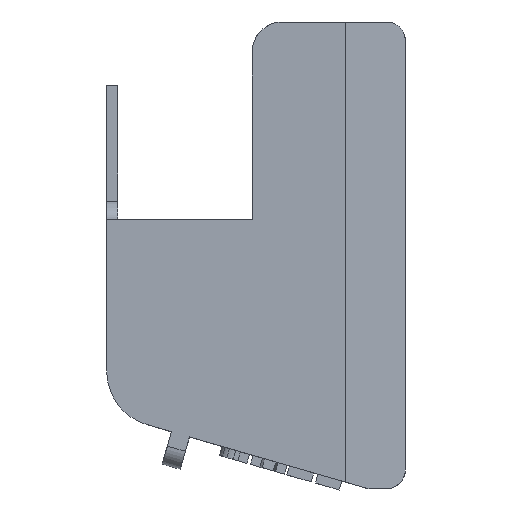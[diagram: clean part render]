
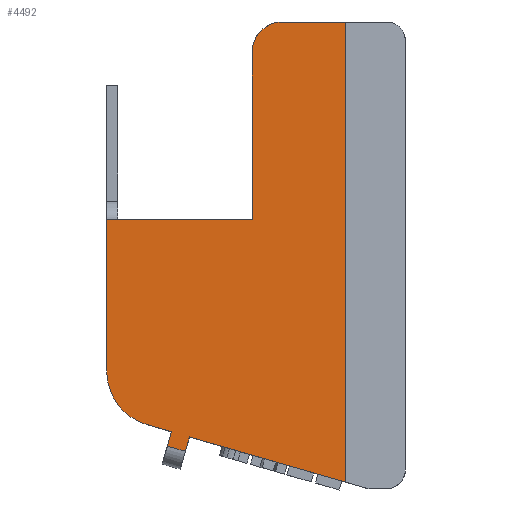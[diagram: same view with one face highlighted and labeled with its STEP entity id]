
A CAD part, front view. The second image highlights one B-rep face of the part: STEP entity #4492.
In plain terms, the highlighted planar face has unit normal (0, -1, 0).
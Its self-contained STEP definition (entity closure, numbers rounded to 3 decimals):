
#331=CIRCLE('',#4849,8.);
#332=CIRCLE('',#4850,15.);
#489=FACE_OUTER_BOUND('',#734,.T.);
#734=EDGE_LOOP('',(#3515,#3516,#3517,#3518,#3519,#3520,#3521,#3522,#3523,
#3524,#3525,#3526));
#986=LINE('',#6614,#1412);
#994=LINE('',#6638,#1420);
#1076=LINE('',#6945,#1502);
#1102=LINE('',#6999,#1528);
#1141=LINE('',#7177,#1567);
#1143=LINE('',#7187,#1569);
#1144=LINE('',#7188,#1570);
#1145=LINE('',#7191,#1571);
#1146=LINE('',#7193,#1572);
#1147=LINE('',#7194,#1573);
#1412=VECTOR('',#5216,10.);
#1420=VECTOR('',#5232,10.);
#1502=VECTOR('',#5530,10.);
#1528=VECTOR('',#5566,10.);
#1567=VECTOR('',#5761,10.);
#1569=VECTOR('',#5771,10.);
#1570=VECTOR('',#5772,10.);
#1571=VECTOR('',#5775,10.);
#1572=VECTOR('',#5776,10.);
#1573=VECTOR('',#5777,10.);
#1826=VERTEX_POINT('',#6610);
#1828=VERTEX_POINT('',#6613);
#1839=VERTEX_POINT('',#6635);
#1840=VERTEX_POINT('',#6637);
#1957=VERTEX_POINT('',#6943);
#1980=VERTEX_POINT('',#6997);
#2040=VERTEX_POINT('',#7174);
#2041=VERTEX_POINT('',#7176);
#2044=VERTEX_POINT('',#7184);
#2045=VERTEX_POINT('',#7186);
#2046=VERTEX_POINT('',#7190);
#2047=VERTEX_POINT('',#7192);
#2308=EDGE_CURVE('',#1828,#1826,#986,.T.);
#2320=EDGE_CURVE('',#1840,#1839,#994,.T.);
#2473=EDGE_CURVE('',#1957,#1826,#1076,.T.);
#2500=EDGE_CURVE('',#1957,#1980,#1102,.T.);
#2588=EDGE_CURVE('',#2041,#2040,#1141,.T.);
#2592=EDGE_CURVE('',#2044,#1980,#331,.T.);
#2593=EDGE_CURVE('',#2045,#2044,#1143,.T.);
#2594=EDGE_CURVE('',#2041,#2045,#1144,.T.);
#2595=EDGE_CURVE('',#2040,#1840,#332,.T.);
#2596=EDGE_CURVE('',#1839,#2046,#1145,.T.);
#2597=EDGE_CURVE('',#2046,#2047,#1146,.T.);
#2598=EDGE_CURVE('',#1828,#2047,#1147,.T.);
#3515=ORIENTED_EDGE('',*,*,#2473,.F.);
#3516=ORIENTED_EDGE('',*,*,#2500,.T.);
#3517=ORIENTED_EDGE('',*,*,#2592,.F.);
#3518=ORIENTED_EDGE('',*,*,#2593,.F.);
#3519=ORIENTED_EDGE('',*,*,#2594,.F.);
#3520=ORIENTED_EDGE('',*,*,#2588,.T.);
#3521=ORIENTED_EDGE('',*,*,#2595,.T.);
#3522=ORIENTED_EDGE('',*,*,#2320,.T.);
#3523=ORIENTED_EDGE('',*,*,#2596,.T.);
#3524=ORIENTED_EDGE('',*,*,#2597,.T.);
#3525=ORIENTED_EDGE('',*,*,#2598,.F.);
#3526=ORIENTED_EDGE('',*,*,#2308,.T.);
#4107=PLANE('',#4848);
#4492=ADVANCED_FACE('',(#489),#4107,.T.);
#4848=AXIS2_PLACEMENT_3D('',#7183,#5767,#5768);
#4849=AXIS2_PLACEMENT_3D('',#7185,#5769,#5770);
#4850=AXIS2_PLACEMENT_3D('',#7189,#5773,#5774);
#5216=DIRECTION('',(0.961,0.,-0.278));
#5232=DIRECTION('',(0.961,0.,-0.278));
#5530=DIRECTION('',(0.,0.,-1.));
#5566=DIRECTION('',(-1.,0.,0.));
#5761=DIRECTION('',(0.,0.,-1.));
#5767=DIRECTION('center_axis',(0.,-1.,0.));
#5768=DIRECTION('ref_axis',(0.,0.,-1.));
#5769=DIRECTION('center_axis',(0.,1.,0.));
#5770=DIRECTION('ref_axis',(0.,0.,-1.));
#5771=DIRECTION('',(0.,0.,1.));
#5772=DIRECTION('',(1.,0.,0.));
#5773=DIRECTION('center_axis',(0.,-1.,0.));
#5774=DIRECTION('ref_axis',(-1.,0.,0.));
#5775=DIRECTION('',(-0.278,0.,-0.961));
#5776=DIRECTION('',(0.961,0.,-0.278));
#5777=DIRECTION('',(-0.278,0.,-0.961));
#6610=CARTESIAN_POINT('',(-27.221,0.,-24.537));
#6613=CARTESIAN_POINT('',(-69.045,0.,-12.439));
#6614=CARTESIAN_POINT('',(-80.389,0.,-9.158));
#6635=CARTESIAN_POINT('',(-73.849,0.,-11.05));
#6637=CARTESIAN_POINT('',(-80.389,0.,-9.158));
#6638=CARTESIAN_POINT('',(-80.389,0.,-9.158));
#6943=CARTESIAN_POINT('',(-27.221,0.,98.728));
#6945=CARTESIAN_POINT('',(-27.221,0.,67.478));
#6997=CARTESIAN_POINT('',(-44.221,0.,98.728));
#6999=CARTESIAN_POINT('',(-16.221,0.,98.728));
#7174=CARTESIAN_POINT('',(-91.221,0.,5.252));
#7176=CARTESIAN_POINT('',(-91.221,0.,45.728));
#7177=CARTESIAN_POINT('',(-91.221,0.,98.728));
#7183=CARTESIAN_POINT('Origin',(-51.221,0.,36.228));
#7184=CARTESIAN_POINT('',(-52.221,0.,90.728));
#7185=CARTESIAN_POINT('Origin',(-44.221,0.,90.728));
#7186=CARTESIAN_POINT('',(-52.221,0.,45.728));
#7187=CARTESIAN_POINT('',(-52.221,0.,63.478));
#7188=CARTESIAN_POINT('',(-51.721,0.,45.728));
#7189=CARTESIAN_POINT('Origin',(-76.221,0.,5.252));
#7190=CARTESIAN_POINT('',(-74.96,0.,-14.892));
#7191=CARTESIAN_POINT('',(-73.849,0.,-11.05));
#7192=CARTESIAN_POINT('',(-70.157,0.,-16.281));
#7193=CARTESIAN_POINT('',(-69.629,0.,-16.434));
#7194=CARTESIAN_POINT('',(-69.045,0.,-12.439));
